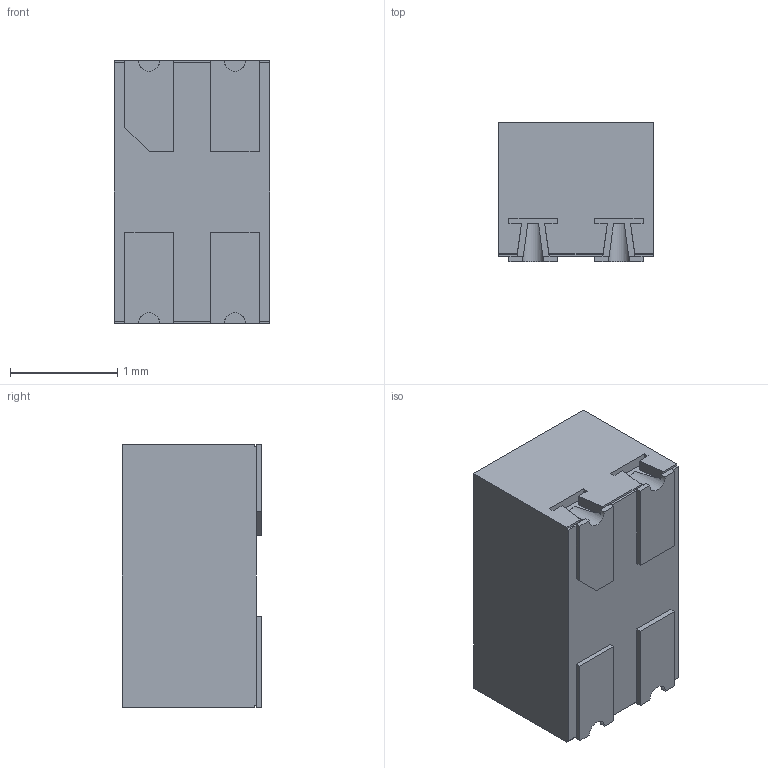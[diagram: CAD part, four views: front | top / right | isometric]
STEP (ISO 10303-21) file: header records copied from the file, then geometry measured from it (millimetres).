
FILE_DESCRIPTION (( 'STEP AP203' ), '1' );
FILE_NAME ('G3VM_21UR11.step', '2014-10-08T01:01:34', ( 'OSMC1.0 ' ), ( ' ' ), 'SwSTEP 2.0', 'SolidWorks 2002025', '' );
FILE_SCHEMA (( 'CONFIG_CONTROL_DESIGN' ));
Length unit declared in the file: millimetre
Products named in the file (1): G3VM_21UR11
Bounding box: 1.45 x 1.3 x 2.45 mm (x, y, z)
Volume: 4.5 mm3; surface area: 18.1 mm2
Topology: 1 solids, 1 shells, 108 faces, 301 edges, 196 vertices
Faces by surface type: plane 100, cylinder 8
Entity records: 3476 total; most frequent: CARTESIAN_POINT 630, ORIENTED_EDGE 602, DIRECTION 537, EDGE_CURVE 301, LINE 267, VECTOR 267, VERTEX_POINT 196, AXIS2_PLACEMENT_3D 135
